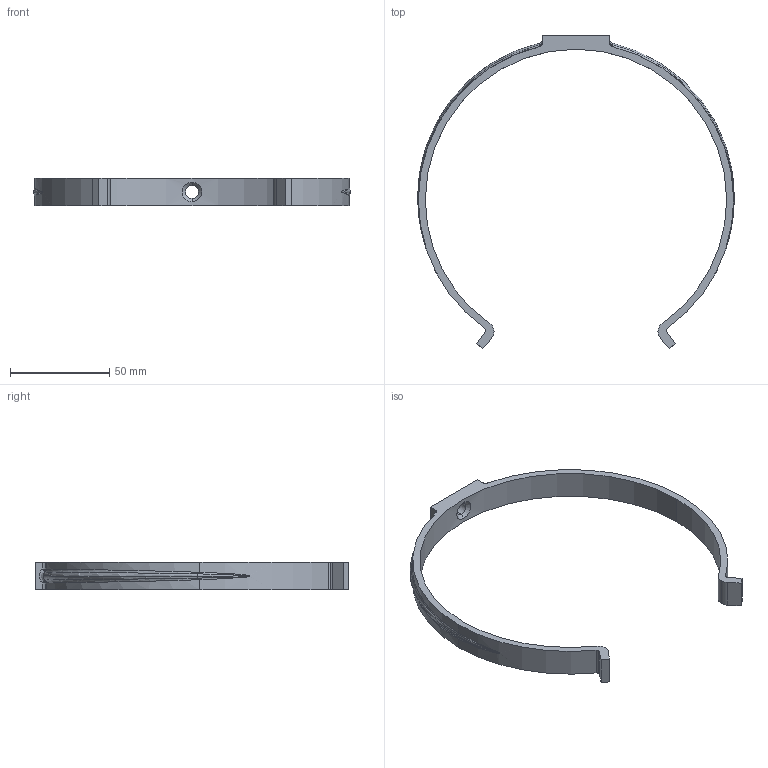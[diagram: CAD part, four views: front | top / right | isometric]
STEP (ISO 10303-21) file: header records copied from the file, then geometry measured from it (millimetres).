
FILE_DESCRIPTION(('STEP AP203'),'1');
FILE_NAME('4052110_V Rundkanalhalterung 150.STP','2019-02-20T11:25:17',(' '),(' '),'Spatial InterOp 3D',' ',' ');
FILE_SCHEMA(('CONFIG_CONTROL_DESIGN'));
Length unit declared in the file: millimetre
Products named in the file (1): 1
Bounding box: 159.84 x 158 x 14 mm (x, y, z)
Volume: 23248.3 mm3; surface area: 15376.6 mm2
Topology: 1 solids, 1 shells, 60 faces, 155 edges, 97 vertices
Faces by surface type: cylinder 27, plane 11, torus 8, sphere 8, bspline 4, cone 2
Entity records: 7873 total; most frequent: CARTESIAN_POINT 6355, DIRECTION 320, ORIENTED_EDGE 310, EDGE_CURVE 155, AXIS2_PLACEMENT_3D 131, VERTEX_POINT 97, CIRCLE 74, EDGE_LOOP 62
